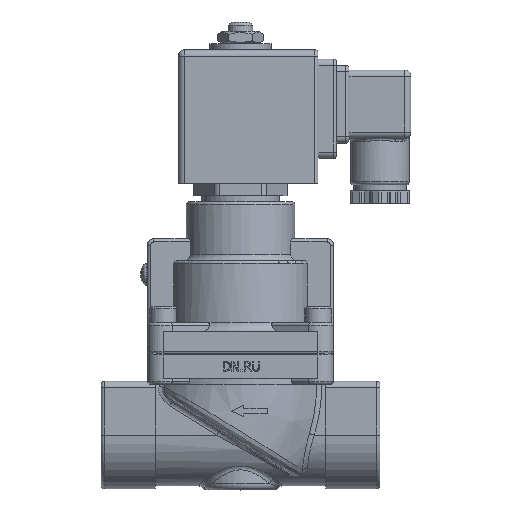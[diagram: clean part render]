
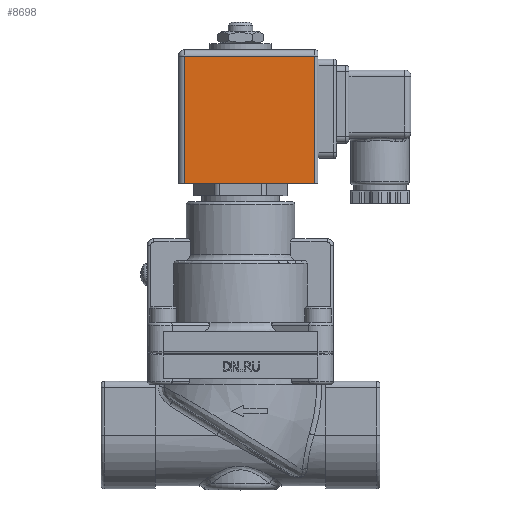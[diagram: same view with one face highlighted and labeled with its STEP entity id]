
A CAD part, top view. The second image highlights one B-rep face of the part: STEP entity #8698.
In plain terms, the highlighted face is planar.
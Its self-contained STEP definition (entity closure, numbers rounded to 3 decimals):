
#721=PLANE('',#9675);
#1183=FACE_OUTER_BOUND('',#1702,.T.);
#1702=EDGE_LOOP('',(#7503,#7504,#7505,#7506));
#2238=LINE('',#16104,#2826);
#2240=LINE('',#16110,#2828);
#2291=LINE('',#16268,#2879);
#2306=LINE('',#16315,#2894);
#2826=VECTOR('',#11621,10.);
#2828=VECTOR('',#11627,10.);
#2879=VECTOR('',#11810,10.);
#2894=VECTOR('',#11879,10.);
#4004=VERTEX_POINT('',#16094);
#4006=VERTEX_POINT('',#16100);
#4009=VERTEX_POINT('',#16108);
#4050=VERTEX_POINT('',#16266);
#5122=EDGE_CURVE('',#4004,#4006,#2238,.T.);
#5125=EDGE_CURVE('',#4009,#4004,#2240,.T.);
#5204=EDGE_CURVE('',#4050,#4009,#2291,.T.);
#5225=EDGE_CURVE('',#4050,#4006,#2306,.T.);
#7503=ORIENTED_EDGE('',*,*,#5122,.F.);
#7504=ORIENTED_EDGE('',*,*,#5125,.F.);
#7505=ORIENTED_EDGE('',*,*,#5204,.F.);
#7506=ORIENTED_EDGE('',*,*,#5225,.T.);
#8698=ADVANCED_FACE('',(#1183),#721,.T.);
#9675=AXIS2_PLACEMENT_3D('',#16316,#11880,#11881);
#11621=DIRECTION('',(0.,-1.,0.));
#11627=DIRECTION('',(0.,0.,1.));
#11810=DIRECTION('',(0.,1.,0.));
#11879=DIRECTION('',(0.,0.,1.));
#11880=DIRECTION('center_axis',(-1.,0.,0.));
#11881=DIRECTION('ref_axis',(0.,0.,1.));
#16094=CARTESIAN_POINT('',(-17.5,45.,24.));
#16100=CARTESIAN_POINT('',(-17.5,4.,24.));
#16104=CARTESIAN_POINT('',(-17.5,14.75,24.));
#16108=CARTESIAN_POINT('',(-17.5,45.,-18.));
#16110=CARTESIAN_POINT('',(-17.5,45.,-10.));
#16266=CARTESIAN_POINT('',(-17.5,4.,-18.));
#16268=CARTESIAN_POINT('',(-17.5,4.,-18.));
#16315=CARTESIAN_POINT('',(-17.5,4.,-20.));
#16316=CARTESIAN_POINT('Origin',(-17.5,4.,-20.));
